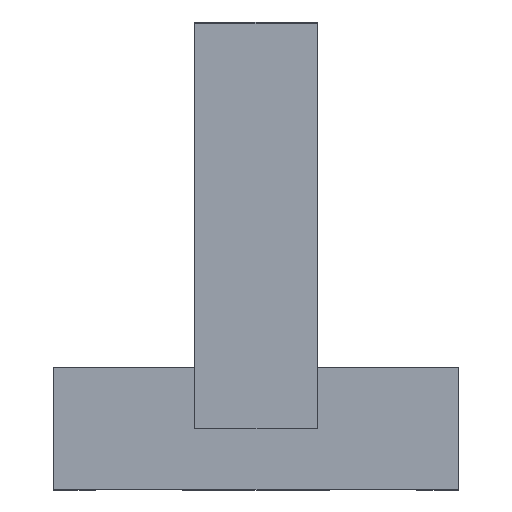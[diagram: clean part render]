
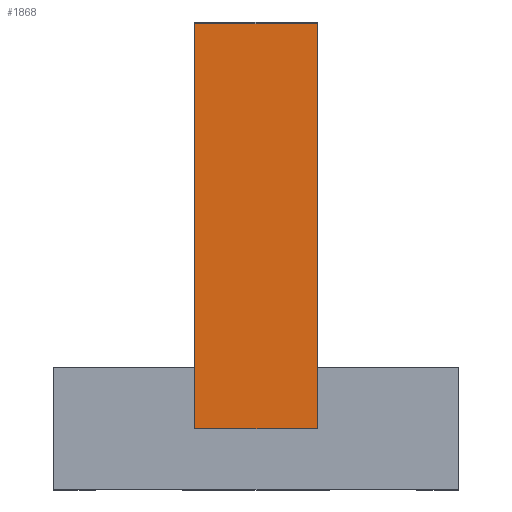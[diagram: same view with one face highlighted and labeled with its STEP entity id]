
A CAD part, top view. The second image highlights one B-rep face of the part: STEP entity #1868.
In plain terms, the highlighted planar face has unit normal (0, 0, 1).
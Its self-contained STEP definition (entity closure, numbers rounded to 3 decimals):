
#1868 = ADVANCED_FACE( '', ( #4892 ), #4893, .T. );
#4892 = FACE_OUTER_BOUND( '', #8210, .T. );
#4893 = PLANE( '', #8211 );
#8210 = EDGE_LOOP( '', ( #21603, #21604, #21605, #21606 ) );
#8211 = AXIS2_PLACEMENT_3D( '', #21607, #21608, #21609 );
#21603 = ORIENTED_EDGE( '', *, *, #25374, .T. );
#21604 = ORIENTED_EDGE( '', *, *, #25428, .T. );
#21605 = ORIENTED_EDGE( '', *, *, #25415, .T. );
#21606 = ORIENTED_EDGE( '', *, *, #25412, .T. );
#21607 = CARTESIAN_POINT( '', ( -99.5, -30., 21. ) );
#21608 = DIRECTION( '', ( 0., 0., 1. ) );
#21609 = DIRECTION( '', ( 1., 0., 0. ) );
#25374 = EDGE_CURVE( '', #31675, #31673, #31676, .T. );
#25412 = EDGE_CURVE( '', #31744, #31675, #31745, .T. );
#25415 = EDGE_CURVE( '', #31748, #31744, #31749, .T. );
#25428 = EDGE_CURVE( '', #31673, #31748, #31770, .T. );
#31673 = VERTEX_POINT( '', #44284 );
#31675 = VERTEX_POINT( '', #44287 );
#31676 = LINE( '', #44288, #44289 );
#31744 = VERTEX_POINT( '', #44377 );
#31745 = LINE( '', #44378, #44379 );
#31748 = VERTEX_POINT( '', #44384 );
#31749 = LINE( '', #44385, #44386 );
#31770 = LINE( '', #44414, #44415 );
#44284 = CARTESIAN_POINT( '', ( -99.5, -30., 21. ) );
#44287 = CARTESIAN_POINT( '', ( -99.5, 30., 21. ) );
#44288 = CARTESIAN_POINT( '', ( -99.5, 30., 21. ) );
#44289 = VECTOR( '', #48631, 1000. );
#44377 = CARTESIAN_POINT( '', ( 99.5, 30., 21. ) );
#44378 = CARTESIAN_POINT( '', ( 99.5, 30., 21. ) );
#44379 = VECTOR( '', #48703, 1000. );
#44384 = CARTESIAN_POINT( '', ( 99.5, -30., 21. ) );
#44385 = CARTESIAN_POINT( '', ( 99.5, -30., 21. ) );
#44386 = VECTOR( '', #48706, 1000. );
#44414 = CARTESIAN_POINT( '', ( -99.5, -30., 21. ) );
#44415 = VECTOR( '', #48729, 1000. );
#48631 = DIRECTION( '', ( 0., -1., 0. ) );
#48703 = DIRECTION( '', ( -1., 0., 0. ) );
#48706 = DIRECTION( '', ( 0., 1., 0. ) );
#48729 = DIRECTION( '', ( 1., 0., 0. ) );
